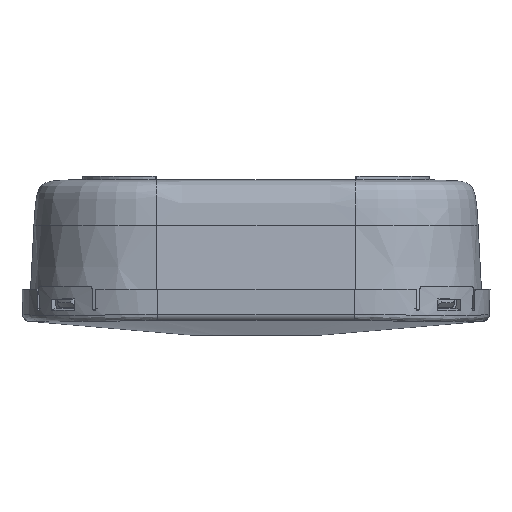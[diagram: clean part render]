
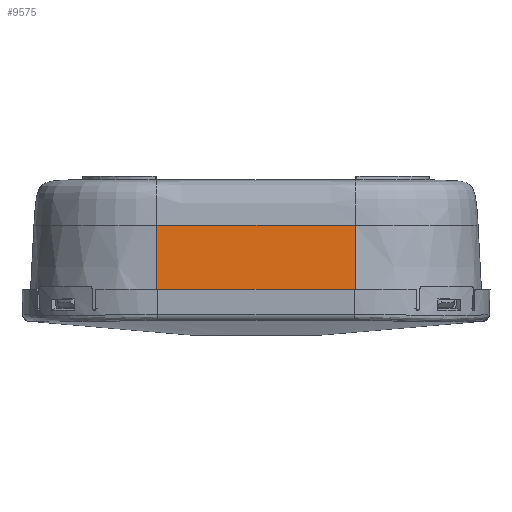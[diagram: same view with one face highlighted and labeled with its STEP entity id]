
A CAD part, top view. The second image highlights one B-rep face of the part: STEP entity #9575.
In plain terms, the highlighted planar face has unit normal (0, 0.052, 0.999).
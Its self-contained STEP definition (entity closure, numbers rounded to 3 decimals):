
#425=DIRECTION('',(-1.,0.,0.));
#426=VECTOR('',#425,61.4);
#427=CARTESIAN_POINT('',(30.7,26.285,68.822));
#428=LINE('',#427,#426);
#605=DIRECTION('',(-1.,0.,0.));
#606=VECTOR('',#605,61.4);
#607=CARTESIAN_POINT('',(30.7,0.333,70.183));
#608=LINE('',#607,#606);
#609=DIRECTION('',(0.,-0.999,0.052));
#610=VECTOR('',#609,25.988);
#611=CARTESIAN_POINT('',(30.7,26.285,68.822));
#612=LINE('',#611,#610);
#2969=DIRECTION('',(0.,-0.999,0.052));
#2970=VECTOR('',#2969,25.988);
#2971=CARTESIAN_POINT('',(-30.7,26.285,68.822));
#2972=LINE('',#2971,#2970);
#7830=CARTESIAN_POINT('',(30.7,0.333,70.183));
#7831=VERTEX_POINT('',#7830);
#7832=CARTESIAN_POINT('',(-30.7,0.333,
70.183));
#7833=VERTEX_POINT('',#7832);
#7855=CARTESIAN_POINT('',(30.7,26.285,68.823));
#7856=VERTEX_POINT('',#7855);
#7864=CARTESIAN_POINT('',(-30.7,26.285,68.822));
#7865=VERTEX_POINT('',#7864);
#9562=CARTESIAN_POINT('',(0.,13.309,69.503));
#9563=DIRECTION('',(0.,0.052,0.999));
#9564=DIRECTION('',(1.,0.,0.));
#9565=AXIS2_PLACEMENT_3D('',#9562,#9563,#9564);
#9566=PLANE('',#9565);
#9568=ORIENTED_EDGE('',*,*,#9567,.T.);
#9570=ORIENTED_EDGE('',*,*,#9569,.F.);
#9571=ORIENTED_EDGE('',*,*,#9400,.F.);
#9572=ORIENTED_EDGE('',*,*,#8997,.T.);
#9573=EDGE_LOOP('',(#9568,#9570,#9571,#9572));
#9574=FACE_OUTER_BOUND('',#9573,.F.);
#9575=ADVANCED_FACE('',(#9574),#9566,.T.);
#8997=EDGE_CURVE('',#7856,#7831,#612,.T.);
#9400=EDGE_CURVE('',#7856,#7865,#428,.T.);
#9567=EDGE_CURVE('',#7831,#7833,#608,.T.);
#9569=EDGE_CURVE('',#7865,#7833,#2972,.T.);
